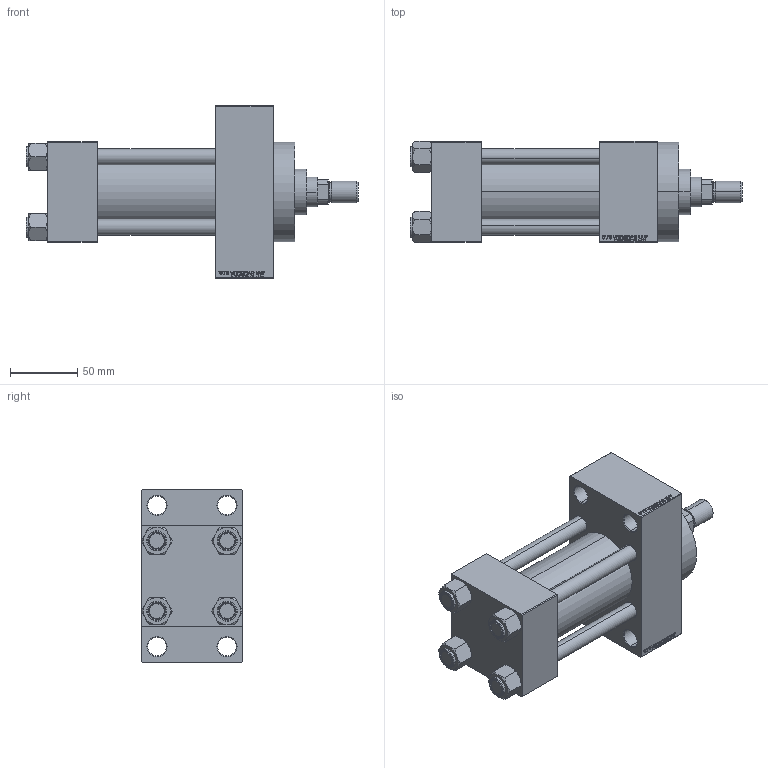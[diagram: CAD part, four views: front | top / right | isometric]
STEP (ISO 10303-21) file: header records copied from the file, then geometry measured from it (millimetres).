
FILE_DESCRIPTION (( 'STEP AP203' ), '1' );
FILE_NAME ('5502.STEP', '2023-08-23T07:03:16', ( '' ), ( '' ), 'SwSTEP 2.0', 'SolidWorks 2019', '' );
FILE_SCHEMA (( 'CONFIG_CONTROL_DESIGN' ));
Length unit declared in the file: millimetre
Products named in the file (7): 5502; V215CR_D_Body 00774cc28e84bd7acb9ccbab6c50beb7; V215_VC_A 00774cc28e84bd7acb9ccbab6c50beb7; ROD_END_AH 00774cc28e84bd7acb9ccbab6c50beb7; V215CR_VCP_D 00774cc28e84bd7acb9ccbab6c50beb7; NUT_M5_D 00774cc28e84bd7acb9ccbab6c50beb7; V215CR_D_TYCINKA 00774cc28e84bd7acb9ccbab6c50beb7
Assembly tree (12 placements, depth 2):
  5502
    V215CR_D_Body 00774cc28e84bd7acb9ccbab6c50beb7
    V215CR_VCP_D 00774cc28e84bd7acb9ccbab6c50beb7
    NUT_M5_D 00774cc28e84bd7acb9ccbab6c50beb7  x4
    V215CR_D_TYCINKA 00774cc28e84bd7acb9ccbab6c50beb7  x4
    V215_VC_A 00774cc28e84bd7acb9ccbab6c50beb7
    ROD_END_AH 00774cc28e84bd7acb9ccbab6c50beb7
Bounding box: 247 x 75.54 x 128 mm (x, y, z)
Volume: 850810.4 mm3; surface area: 183075.7 mm2
Topology: 12 solids, 12 shells, 1118 faces, 2778 edges, 1797 vertices
Faces by surface type: plane 501, bspline 368, cone 146, cylinder 93, torus 10
Entity records: 47697 total; most frequent: CARTESIAN_POINT 25133, ORIENTED_EDGE 5048, DIRECTION 3272, EDGE_CURVE 2524, VERTEX_POINT 1653, VECTOR 1512, LINE 1512, EDGE_LOOP 1131
